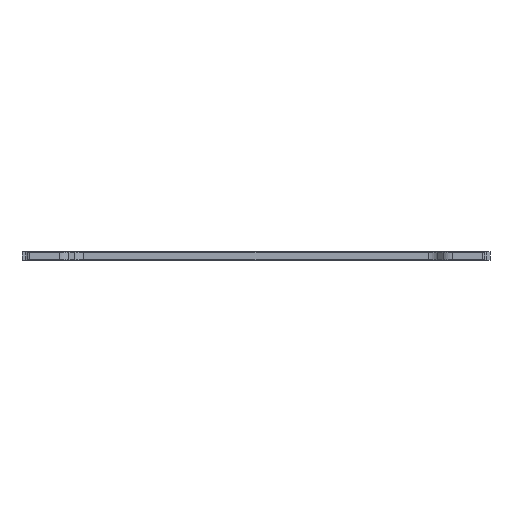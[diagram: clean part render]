
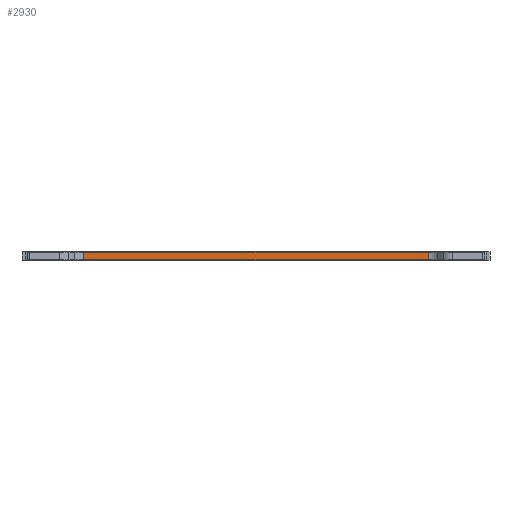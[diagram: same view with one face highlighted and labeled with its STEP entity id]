
A CAD part, front view. The second image highlights one B-rep face of the part: STEP entity #2930.
In plain terms, the highlighted planar face has unit normal (0, -1, 0).
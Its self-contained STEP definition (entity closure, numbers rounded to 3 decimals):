
#291 = EDGE_CURVE ( 'NONE', #9563, #10730, #5429, .T. ) ;
#2825 = EDGE_CURVE ( 'NONE', #10730, #11524, #9772, .T. ) ;
#2930 = ADVANCED_FACE ( 'NONE', ( #14010 ), #10911, .F. ) ;
#3349 = CARTESIAN_POINT ( 'NONE',  ( -126.948, -183.093, 3. ) ) ;
#4017 = VECTOR ( 'NONE', #11030, 1000. ) ;
#5145 = DIRECTION ( 'NONE',  ( 0., 0., 1. ) ) ;
#5244 = DIRECTION ( 'NONE',  ( 1., 0., 0. ) ) ;
#5277 = CARTESIAN_POINT ( 'NONE',  ( -122.984, -183.093, -3. ) ) ;
#5429 = LINE ( 'NONE', #9799, #11459 ) ;
#6084 = VERTEX_POINT ( 'NONE', #8735 ) ;
#6423 = VECTOR ( 'NONE', #12055, 1000. ) ;
#7007 = ORIENTED_EDGE ( 'NONE', *, *, #7276, .T. ) ;
#7101 = EDGE_LOOP ( 'NONE', ( #11839, #7007, #7458, #9415 ) ) ;
#7276 = EDGE_CURVE ( 'NONE', #11524, #6084, #13912, .T. ) ;
#7378 = LINE ( 'NONE', #7627, #4017 ) ;
#7458 = ORIENTED_EDGE ( 'NONE', *, *, #14004, .F. ) ;
#7627 = CARTESIAN_POINT ( 'NONE',  ( 122.984, -183.093, -3. ) ) ;
#8097 = CARTESIAN_POINT ( 'NONE',  ( 122.984, -183.093, 2.5 ) ) ;
#8605 = CARTESIAN_POINT ( 'NONE',  ( 122.984, -183.093, -2.5 ) ) ;
#8663 = DIRECTION ( 'NONE',  ( -1., 0., 0. ) ) ;
#8735 = CARTESIAN_POINT ( 'NONE',  ( 122.984, -183.093, -2.5 ) ) ;
#9415 = ORIENTED_EDGE ( 'NONE', *, *, #291, .T. ) ;
#9563 = VERTEX_POINT ( 'NONE', #8097 ) ;
#9772 = LINE ( 'NONE', #5277, #6423 ) ;
#9799 = CARTESIAN_POINT ( 'NONE',  ( -126.948, -183.093, 2.5 ) ) ;
#10730 = VERTEX_POINT ( 'NONE', #11472 ) ;
#10891 = VECTOR ( 'NONE', #5244, 1000. ) ;
#10911 = PLANE ( 'NONE',  #12646 ) ;
#11030 = DIRECTION ( 'NONE',  ( 0., 0., -1. ) ) ;
#11459 = VECTOR ( 'NONE', #8663, 1000. ) ;
#11472 = CARTESIAN_POINT ( 'NONE',  ( -122.984, -183.093, 2.5 ) ) ;
#11524 = VERTEX_POINT ( 'NONE', #12788 ) ;
#11839 = ORIENTED_EDGE ( 'NONE', *, *, #2825, .T. ) ;
#12055 = DIRECTION ( 'NONE',  ( 0., 0., -1. ) ) ;
#12646 = AXIS2_PLACEMENT_3D ( 'NONE', #3349, #13750, #5145 ) ;
#12788 = CARTESIAN_POINT ( 'NONE',  ( -122.984, -183.093, -2.5 ) ) ;
#13750 = DIRECTION ( 'NONE',  ( 0., 1., 0. ) ) ;
#13912 = LINE ( 'NONE', #8605, #10891 ) ;
#14004 = EDGE_CURVE ( 'NONE', #9563, #6084, #7378, .T. ) ;
#14010 = FACE_OUTER_BOUND ( 'NONE', #7101, .T. ) ;
